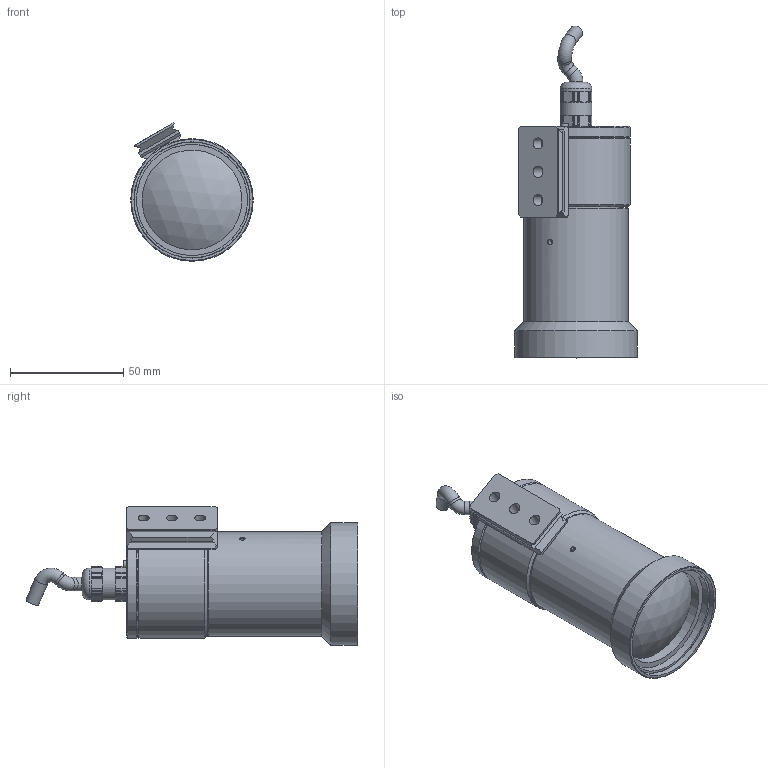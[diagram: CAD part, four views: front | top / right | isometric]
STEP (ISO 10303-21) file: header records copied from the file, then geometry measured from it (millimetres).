
FILE_DESCRIPTION(/* description */ ('>>BEZEICHNUNG<<'),/* implementation_level */ '2;1');
FILE_NAME(/* name */ 'vicolux_SPOT50_C.stp',/* time_stamp */ '2016-09-29T11:24:36+02:00',/* author */ ('REGENSPURG'),/* organization */ ('Vision & Control'),/* preprocessor_version */ 'ST-DEVELOPER v16.1',/* originating_system */ 'Autodesk Inventor 2016',/* authorisation */ '');
FILE_SCHEMA (('AUTOMOTIVE_DESIGN { 1 0 10303 214 3 1 1 }'));
Length unit declared in the file: millimetre
Products named in the file (1): vicolux_SPOT50_C
Bounding box: 54 x 146.28 x 61.01 mm (x, y, z)
Volume: 180434.5 mm3; surface area: 27199.9 mm2
Topology: 1 solids, 1 shells, 500 faces, 1354 edges, 885 vertices
Faces by surface type: plane 291, cylinder 94, cone 88, torus 26, sphere 1
Full cylindrical faces by diameter (mm): 2.224 x2, 2.25 x1, 2.459 x2, 2.6 x2, 3.2 x1, 3.625 x1, 4.7 x5, 4.92 x2, 4.98 x1, 5 x4, 6 x4, 6.5 x1, 14 x2, 38 x1, 44 x1, 46 x1, 49 x1, 51.188 x1, 54 x1
Entity records: 16752 total; most frequent: CARTESIAN_POINT 4492, ORIENTED_EDGE 2516, DIRECTION 2258, EDGE_CURVE 1258, VERTEX_POINT 852, AXIS2_PLACEMENT_3D 768, LINE 722, VECTOR 722
